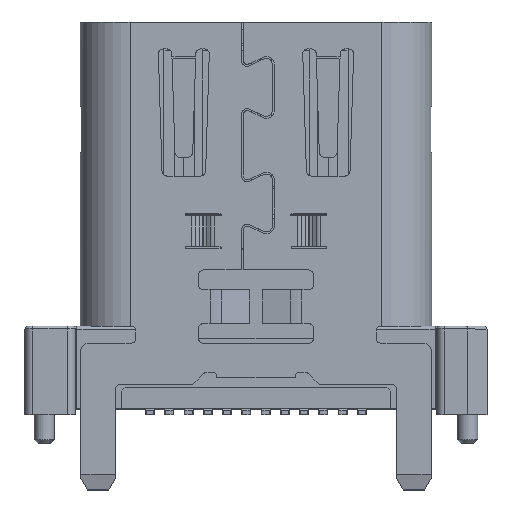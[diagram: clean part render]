
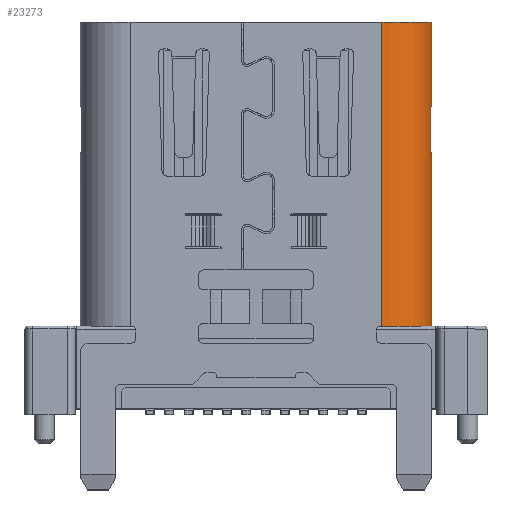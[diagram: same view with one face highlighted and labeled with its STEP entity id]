
A CAD part, top view. The second image highlights one B-rep face of the part: STEP entity #23273.
In plain terms, the highlighted cylindrical face has radius 1.3 mm (diameter 2.6 mm), a partial arc.
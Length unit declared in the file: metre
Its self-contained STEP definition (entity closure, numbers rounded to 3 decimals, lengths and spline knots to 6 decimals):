
#1387=CIRCLE('',#24666,0.0013);
#1390=CIRCLE('',#24670,0.0013);
#1657=CIRCLE('',#25246,0.0013);
#1706=CIRCLE('',#25319,0.0013);
#8127=ORIENTED_EDGE('',*,*,#10602,.T.);
#8128=ORIENTED_EDGE('',*,*,#10482,.T.);
#8129=ORIENTED_EDGE('',*,*,#11618,.F.);
#8130=ORIENTED_EDGE('',*,*,#11470,.F.);
#8131=ORIENTED_EDGE('',*,*,#11565,.T.);
#8132=ORIENTED_EDGE('',*,*,#11594,.T.);
#8133=ORIENTED_EDGE('',*,*,#11621,.F.);
#8134=ORIENTED_EDGE('',*,*,#10477,.T.);
#10477=EDGE_CURVE('',#13079,#13080,#1387,.T.);
#10482=EDGE_CURVE('',#13083,#13085,#1390,.T.);
#10602=EDGE_CURVE('',#13080,#13083,#15817,.T.);
#11470=EDGE_CURVE('',#13776,#13777,#1657,.T.);
#11565=EDGE_CURVE('',#13776,#13820,#16458,.T.);
#11594=EDGE_CURVE('',#13820,#13829,#1706,.T.);
#11618=EDGE_CURVE('',#13777,#13085,#16497,.T.);
#11621=EDGE_CURVE('',#13079,#13829,#16500,.T.);
#13079=VERTEX_POINT('',#36275);
#13080=VERTEX_POINT('',#36280);
#13083=VERTEX_POINT('',#36287);
#13085=VERTEX_POINT('',#36291);
#13776=VERTEX_POINT('',#38399);
#13777=VERTEX_POINT('',#38401);
#13820=VERTEX_POINT('',#38557);
#13829=VERTEX_POINT('',#38600);
#15817=LINE('',#36540,#18502);
#16458=LINE('',#38558,#19143);
#16497=LINE('',#38656,#19182);
#16500=LINE('',#38660,#19185);
#18502=VECTOR('',#29745,1.);
#19143=VECTOR('',#31546,1.);
#19182=VECTOR('',#31681,1.);
#19185=VECTOR('',#31686,1.);
#20467=EDGE_LOOP('',(#8127,#8128,#8129,#8130,#8131,#8132,#8133,#8134));
#21744=FACE_BOUND('',#20467,.T.);
#22054=CYLINDRICAL_SURFACE('',#25352,0.0013);
#23273=ADVANCED_FACE('',(#21744),#22054,.T.);
#24666=AXIS2_PLACEMENT_3D('',#36282,#29532,#29533);
#24670=AXIS2_PLACEMENT_3D('',#36292,#29542,#29543);
#25246=AXIS2_PLACEMENT_3D('',#38400,#31375,#31376);
#25319=AXIS2_PLACEMENT_3D('',#38601,#31596,#31597);
#25352=AXIS2_PLACEMENT_3D('',#38661,#31687,#31688);
#29532=DIRECTION('',(0.,-1.,0.));
#29533=DIRECTION('',(0.,0.,1.));
#29542=DIRECTION('',(0.,1.,0.));
#29543=DIRECTION('',(0.,0.,-1.));
#29745=DIRECTION('',(0.,1.,0.));
#31375=DIRECTION('',(0.,1.,0.));
#31376=DIRECTION('',(0.,0.,1.));
#31546=DIRECTION('',(0.,-1.,0.));
#31596=DIRECTION('',(0.,1.,0.));
#31597=DIRECTION('',(0.,0.,1.));
#31681=DIRECTION('',(0.,-1.,0.));
#31686=DIRECTION('',(0.,-1.,0.));
#31687=DIRECTION('',(0.,-1.,0.));
#31688=DIRECTION('',(0.,0.,-1.));
#36275=CARTESIAN_POINT('',(0.00457,0.006815,0.00037));
#36280=CARTESIAN_POINT('',(0.004544,0.006815,0.00063));
#36282=CARTESIAN_POINT('',(0.00327,0.006815,0.00037));
#36287=CARTESIAN_POINT('',(0.004544,0.008015,0.00063));
#36291=CARTESIAN_POINT('',(0.00457,0.008015,0.00037));
#36292=CARTESIAN_POINT('',(0.00327,0.008015,0.00037));
#36540=CARTESIAN_POINT('',(0.004544,0.0102,0.00063));
#38399=CARTESIAN_POINT('',(0.00327,0.0102,0.00167));
#38400=CARTESIAN_POINT('',(0.00327,0.0102,0.00037));
#38401=CARTESIAN_POINT('',(0.00457,0.0102,0.00037));
#38557=CARTESIAN_POINT('',(0.00327,0.0023,0.00167));
#38558=CARTESIAN_POINT('',(0.00327,0.0102,0.00167));
#38600=CARTESIAN_POINT('',(0.00457,0.0023,0.00037));
#38601=CARTESIAN_POINT('',(0.00327,0.0023,0.00037));
#38656=CARTESIAN_POINT('',(0.00457,0.0102,0.00037));
#38660=CARTESIAN_POINT('',(0.00457,0.0102,0.00037));
#38661=CARTESIAN_POINT('',(0.00327,0.0102,0.00037));
